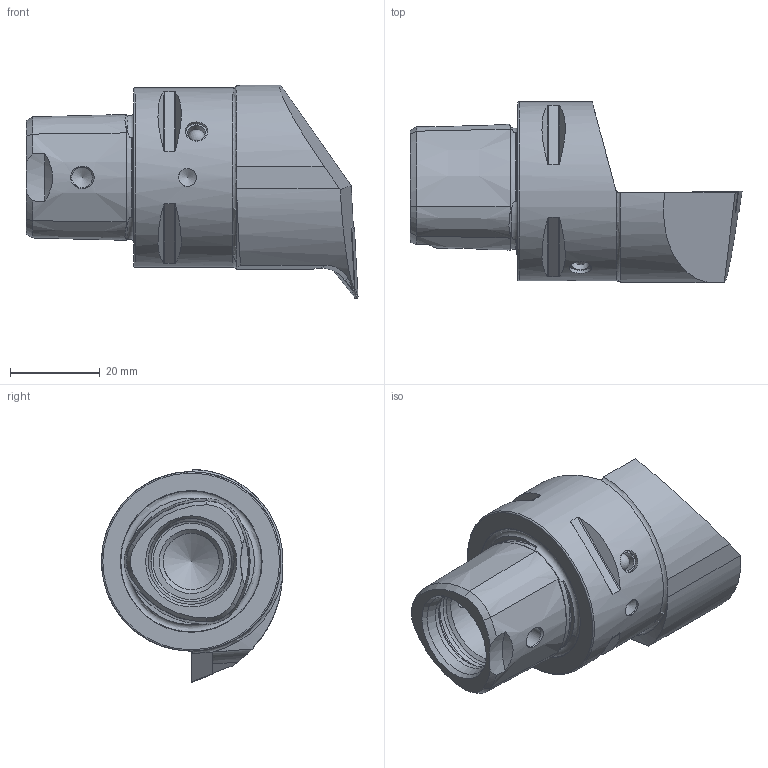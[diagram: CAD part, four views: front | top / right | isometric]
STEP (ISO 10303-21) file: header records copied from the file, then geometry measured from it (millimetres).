
FILE_DESCRIPTION (( 'STEP AP214' ), '1' );
FILE_NAME ('PS4.KVB.RUA.050.STEP', '2020-11-20T14:12:12', ( '' ), ( '' ), 'SwSTEP 2.0', 'SolidWorks 2017', '' );
FILE_SCHEMA (( 'AUTOMOTIVE_DESIGN' ));
Length unit declared in the file: millimetre
Products named in the file (5): KVT_MB_600_050; VCMT160404; WCB-ER2.001.009_A; PS4-KVB.RUA.050_A_Fertigbearbeitung; PS4.KVB.RUA.050
Assembly tree (4 placements, depth 2):
  PS4.KVB.RUA.050
    PS4-KVB.RUA.050_A_Fertigbearbeitung
    WCB-ER2.001.009_A
    VCMT160404
    KVT_MB_600_050
Bounding box: 74 x 40.35 x 47.5 mm (x, y, z)
Volume: 46629.8 mm3; surface area: 13138.8 mm2
Topology: 5 solids, 5 shells, 215 faces, 532 edges, 329 vertices
Faces by surface type: cone 75, plane 55, cylinder 47, torus 20, bspline 16, sphere 2
Full cylindrical faces by diameter (mm): 3.3 x1, 4 x3, 4.2 x3, 4.4 x1, 4.6 x2, 5 x3, 5.25 x1, 6.1 x1, 12.5 x1, 18 x2, 20 x1, 40 x1
Entity records: 7833 total; most frequent: CARTESIAN_POINT 2772, ORIENTED_EDGE 914, DIRECTION 852, EDGE_CURVE 457, AXIS2_PLACEMENT_3D 356, VERTEX_POINT 313, EDGE_LOOP 284, FACE_OUTER_BOUND 242
